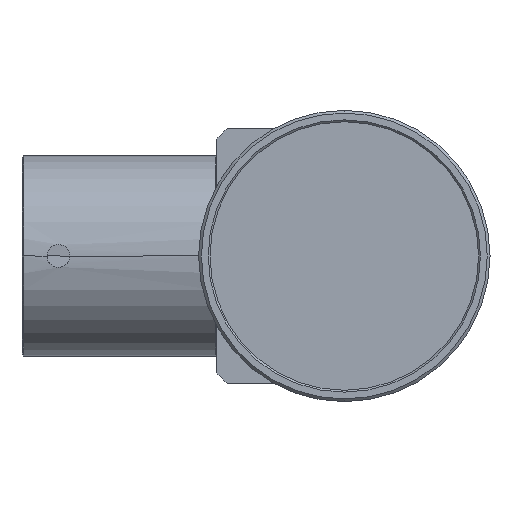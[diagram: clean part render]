
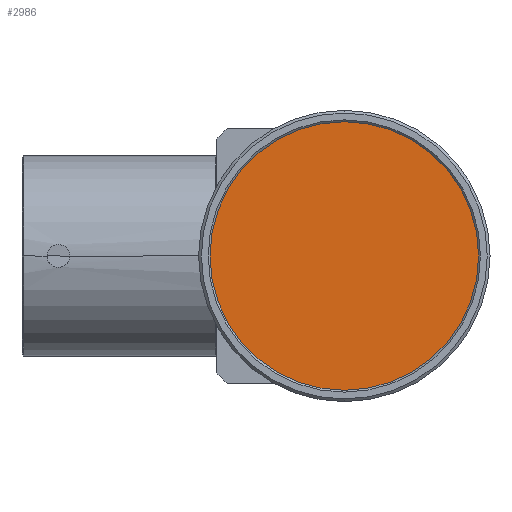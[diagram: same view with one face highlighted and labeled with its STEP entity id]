
A CAD part, left-side view. The second image highlights one B-rep face of the part: STEP entity #2986.
In plain terms, the highlighted planar face has unit normal (-1, 0, 0).
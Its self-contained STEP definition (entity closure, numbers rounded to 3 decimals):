
#109 = DIRECTION ( 'NONE',  ( 0., 0., -1. ) ) ;
#134 = DIRECTION ( 'NONE',  ( 1., 0., 0. ) ) ;
#741 = ORIENTED_EDGE ( 'NONE', *, *, #3530, .T. ) ;
#843 = AXIS2_PLACEMENT_3D ( 'NONE', #3217, #134, #1794 ) ;
#1105 = ORIENTED_EDGE ( 'NONE', *, *, #2464, .T. ) ;
#1153 = CARTESIAN_POINT ( 'NONE',  ( 2.73, 0., 0. ) ) ;
#1241 = PLANE ( 'NONE',  #843 ) ;
#1246 = CARTESIAN_POINT ( 'NONE',  ( 2.73, 0., 0. ) ) ;
#1326 = EDGE_LOOP ( 'NONE', ( #741, #1105 ) ) ;
#1358 = VERTEX_POINT ( 'NONE', #2534 ) ;
#1447 = CIRCLE ( 'NONE', #2749, 14.75 ) ;
#1794 = DIRECTION ( 'NONE',  ( 0., 0., -1. ) ) ;
#2353 = AXIS2_PLACEMENT_3D ( 'NONE', #1246, #3466, #109 ) ;
#2416 = VERTEX_POINT ( 'NONE', #3573 ) ;
#2464 = EDGE_CURVE ( 'NONE', #1358, #2416, #1447, .T. ) ;
#2474 = CIRCLE ( 'NONE', #2353, 14.75 ) ;
#2534 = CARTESIAN_POINT ( 'NONE',  ( 2.73, 0., -14.75 ) ) ;
#2737 = FACE_OUTER_BOUND ( 'NONE', #1326, .T. ) ;
#2749 = AXIS2_PLACEMENT_3D ( 'NONE', #1153, #2807, #3104 ) ;
#2807 = DIRECTION ( 'NONE',  ( -1., 0., 0. ) ) ;
#2986 = ADVANCED_FACE ( 'NONE', ( #2737 ), #1241, .F. ) ;
#3104 = DIRECTION ( 'NONE',  ( 0., 0., -1. ) ) ;
#3217 = CARTESIAN_POINT ( 'NONE',  ( 2.73, 0., 0. ) ) ;
#3466 = DIRECTION ( 'NONE',  ( -1., 0., 0. ) ) ;
#3530 = EDGE_CURVE ( 'NONE', #2416, #1358, #2474, .T. ) ;
#3573 = CARTESIAN_POINT ( 'NONE',  ( 2.73, 0., 14.75 ) ) ;
